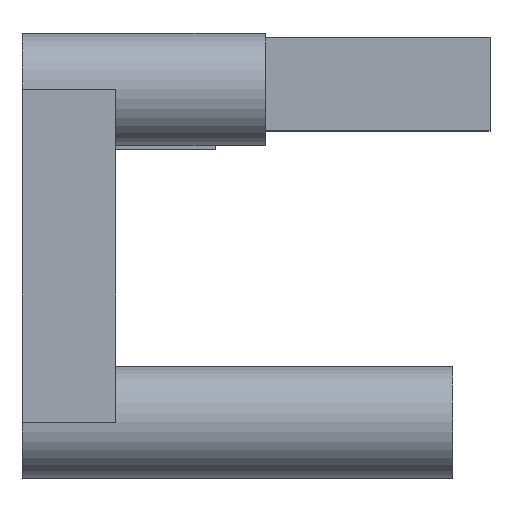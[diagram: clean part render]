
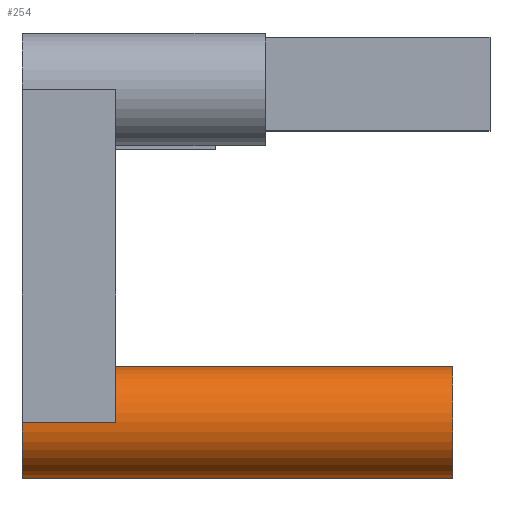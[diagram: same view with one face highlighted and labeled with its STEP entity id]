
A CAD part, top view. The second image highlights one B-rep face of the part: STEP entity #254.
In plain terms, the highlighted cylindrical face has radius 3 mm (diameter 6 mm), a full revolution.
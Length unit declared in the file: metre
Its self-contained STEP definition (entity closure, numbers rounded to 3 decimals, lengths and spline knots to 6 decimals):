
#12=CYLINDRICAL_SURFACE('',#283,0.003);
#16=CIRCLE('',#284,0.003);
#17=CIRCLE('',#285,0.003);
#18=CIRCLE('',#286,0.003);
#28=ORIENTED_EDGE('',*,*,#98,.T.);
#29=ORIENTED_EDGE('',*,*,#99,.F.);
#30=ORIENTED_EDGE('',*,*,#100,.T.);
#31=ORIENTED_EDGE('',*,*,#101,.T.);
#32=ORIENTED_EDGE('',*,*,#102,.F.);
#98=EDGE_CURVE('',#133,#134,#16,.T.);
#99=EDGE_CURVE('',#135,#134,#156,.T.);
#100=EDGE_CURVE('',#135,#136,#17,.T.);
#101=EDGE_CURVE('',#136,#133,#157,.T.);
#102=EDGE_CURVE('',#137,#137,#18,.T.);
#133=VERTEX_POINT('',#393);
#134=VERTEX_POINT('',#394);
#135=VERTEX_POINT('',#396);
#136=VERTEX_POINT('',#398);
#137=VERTEX_POINT('',#401);
#156=LINE('',#395,#183);
#157=LINE('',#399,#184);
#183=VECTOR('',#319,1.);
#184=VECTOR('',#322,1.);
#208=EDGE_LOOP('',(#28,#29,#30,#31));
#209=EDGE_LOOP('',(#32));
#225=FACE_BOUND('',#208,.T.);
#226=FACE_BOUND('',#209,.T.);
#254=ADVANCED_FACE('',(#225,#226),#12,.T.);
#283=AXIS2_PLACEMENT_3D('',#391,#315,#316);
#284=AXIS2_PLACEMENT_3D('',#392,#317,#318);
#285=AXIS2_PLACEMENT_3D('',#397,#320,#321);
#286=AXIS2_PLACEMENT_3D('',#400,#323,#324);
#315=DIRECTION('',(-1.,0.,0.));
#316=DIRECTION('',(0.,0.,1.));
#317=DIRECTION('',(1.,0.,0.));
#318=DIRECTION('',(0.,0.,-1.));
#319=DIRECTION('',(1.,0.,0.));
#320=DIRECTION('',(1.,0.,0.));
#321=DIRECTION('',(0.,0.,-1.));
#322=DIRECTION('',(1.,0.,0.));
#323=DIRECTION('',(1.,0.,0.));
#324=DIRECTION('',(0.,0.,-1.));
#391=CARTESIAN_POINT('',(0.005,0.,0.173475));
#392=CARTESIAN_POINT('',(-0.013,0.,0.173475));
#393=CARTESIAN_POINT('',(-0.013,0.,0.170475));
#394=CARTESIAN_POINT('',(-0.013,0.,0.176475));
#395=CARTESIAN_POINT('',(-0.018,0.,0.176475));
#396=CARTESIAN_POINT('',(-0.018,0.,0.176475));
#397=CARTESIAN_POINT('',(-0.018,0.,0.173475));
#398=CARTESIAN_POINT('',(-0.018,0.,0.170475));
#399=CARTESIAN_POINT('',(-0.018,0.,0.170475));
#400=CARTESIAN_POINT('',(0.005,0.,0.173475));
#401=CARTESIAN_POINT('',(0.005,0.,0.170475));
